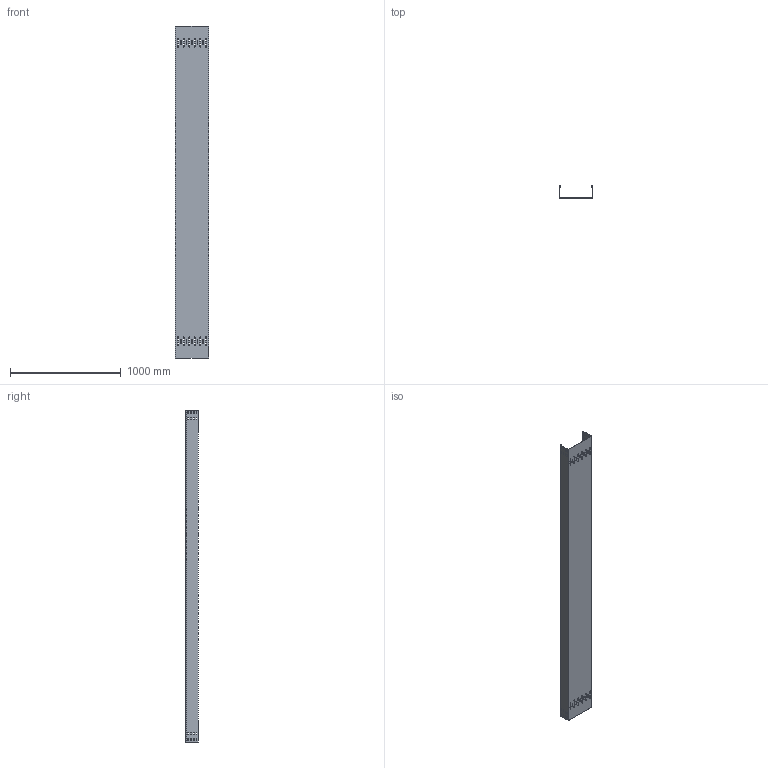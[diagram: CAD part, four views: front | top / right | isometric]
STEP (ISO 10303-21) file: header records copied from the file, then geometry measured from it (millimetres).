
FILE_DESCRIPTION (( 'STEP AP214' ), '1' );
FILE_NAME ('6061985.stp', '2019-12-11T10:32:06', ( '' ), ( '' ), 'SwSTEP 2.0', 'SolidWorks 2018', '' );
FILE_SCHEMA (( 'AUTOMOTIVE_DESIGN' ));
Length unit declared in the file: millimetre
Products named in the file (1): 6061985
Bounding box: 300 x 111 x 3000 mm (x, y, z)
Volume: 3237691.6 mm3; surface area: 3259832.1 mm2
Topology: 1 solids, 1 shells, 364 faces, 1070 edges, 708 vertices
Faces by surface type: cylinder 202, plane 162
Entity records: 12528 total; most frequent: DIRECTION 2204, CARTESIAN_POINT 2143, ORIENTED_EDGE 2140, EDGE_CURVE 1070, AXIS2_PLACEMENT_3D 769, VERTEX_POINT 708, LINE 666, VECTOR 666
